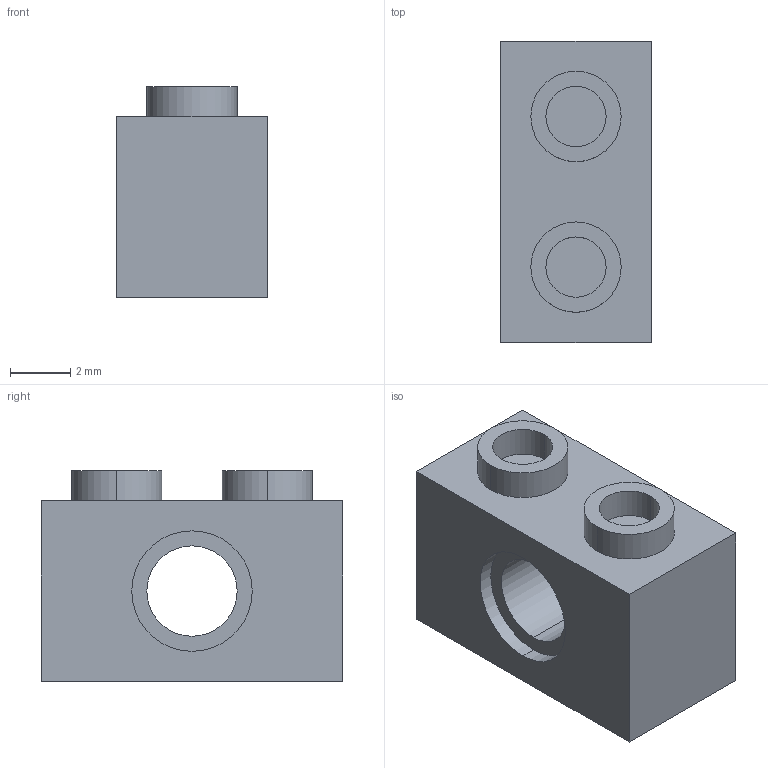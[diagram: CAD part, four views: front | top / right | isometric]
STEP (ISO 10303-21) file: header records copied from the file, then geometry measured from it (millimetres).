
FILE_DESCRIPTION(('produced by SPATIAL CORP'),'2;1');
FILE_NAME('lego.hh.sat.stp', '2002-04-19T11:21:13+00:00',('SPATIAL CORP'),('SPATIAL CORP'), 'ACIS STEP Husk','http://www.spatial.com','SPATIAL CORP');
FILE_SCHEMA(('CONFIG_CONTROL_DESIGN'));
Length unit declared in the file: millimetre
Products named in the file (1): PRODUCT_ID_1
Bounding box: 5 x 10 x 7 mm (x, y, z)
Volume: 187.9 mm3; surface area: 482.7 mm2
Topology: 2 solids, 2 shells, 39 faces, 83 edges, 54 vertices
Faces by surface type: plane 21, cylinder 18
Entity records: 989 total; most frequent: ORIENTED_EDGE 168, CARTESIAN_POINT 143, DIRECTION 133, EDGE_CURVE 83, VERTEX_POINT 54, EDGE_LOOP 48, FACE_BOUND 48, VECTOR 45
